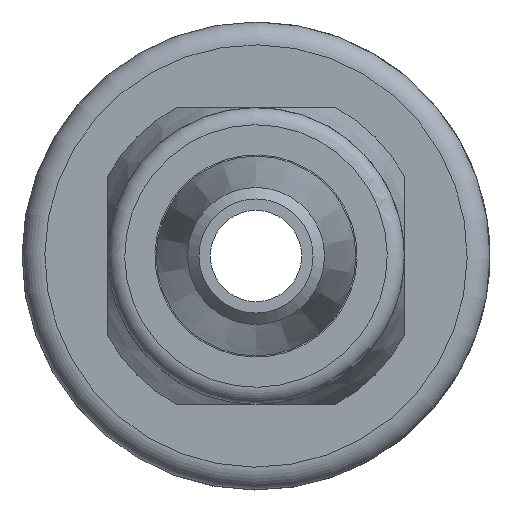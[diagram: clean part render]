
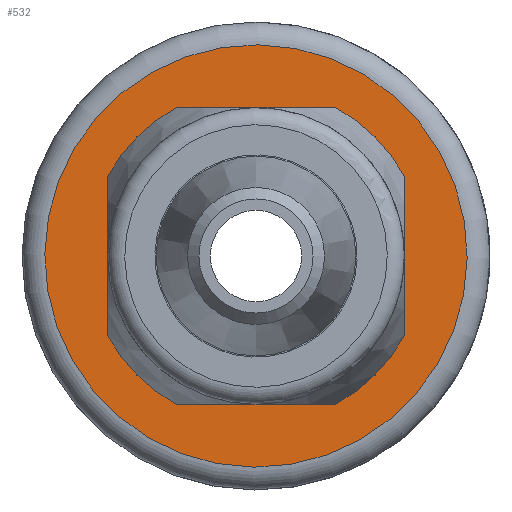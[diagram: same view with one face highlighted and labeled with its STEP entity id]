
A CAD part, left-side view. The second image highlights one B-rep face of the part: STEP entity #532.
In plain terms, the highlighted planar face has unit normal (-1, 0, 0).
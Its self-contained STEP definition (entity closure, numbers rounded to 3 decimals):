
#21=FACE_BOUND('',#104,.T.);
#47=PLANE('',#603);
#66=FACE_OUTER_BOUND('',#103,.T.);
#103=EDGE_LOOP('',(#390));
#104=EDGE_LOOP('',(#391));
#184=CIRCLE('',#590,2.6);
#191=CIRCLE('',#604,3.7);
#235=VERTEX_POINT('',#881);
#246=VERTEX_POINT('',#929);
#285=EDGE_CURVE('',#235,#235,#184,.T.);
#302=EDGE_CURVE('',#246,#246,#191,.T.);
#390=ORIENTED_EDGE('',*,*,#302,.T.);
#391=ORIENTED_EDGE('',*,*,#285,.F.);
#532=ADVANCED_FACE('',(#66,#21),#47,.T.);
#590=AXIS2_PLACEMENT_3D('',#883,#686,#687);
#603=AXIS2_PLACEMENT_3D('',#928,#716,#717);
#604=AXIS2_PLACEMENT_3D('',#930,#718,#719);
#686=DIRECTION('center_axis',(-1.,0.,0.));
#687=DIRECTION('ref_axis',(0.,0.,-1.));
#716=DIRECTION('center_axis',(-1.,0.,0.));
#717=DIRECTION('ref_axis',(0.,0.,-1.));
#718=DIRECTION('center_axis',(-1.,0.,0.));
#719=DIRECTION('ref_axis',(0.,-0.01,1.));
#881=CARTESIAN_POINT('',(0.,0.,2.6));
#883=CARTESIAN_POINT('Origin',(0.,0.,0.));
#928=CARTESIAN_POINT('Origin',(0.,0.,0.));
#929=CARTESIAN_POINT('',(0.,-0.039,3.7));
#930=CARTESIAN_POINT('Origin',(0.,0.,0.));
